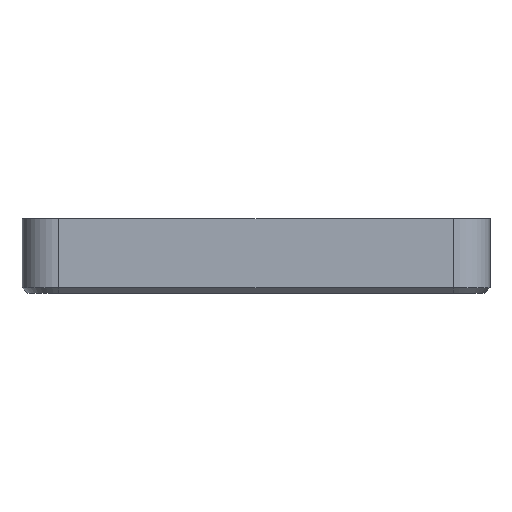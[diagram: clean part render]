
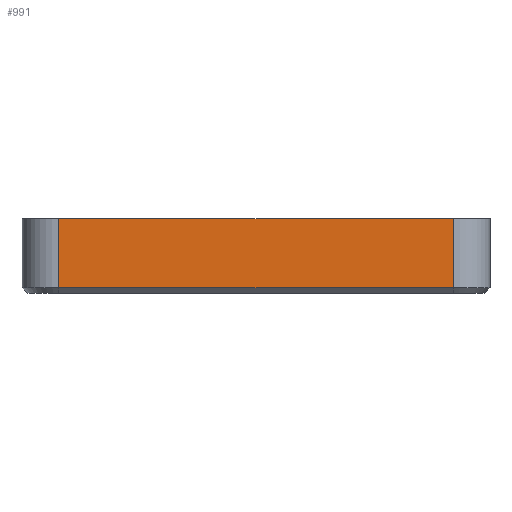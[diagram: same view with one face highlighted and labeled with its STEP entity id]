
A CAD part, front view. The second image highlights one B-rep face of the part: STEP entity #991.
In plain terms, the highlighted planar face has unit normal (0, -1, 0).
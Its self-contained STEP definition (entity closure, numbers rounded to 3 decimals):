
#193 = VERTEX_POINT('',#194);
#194 = CARTESIAN_POINT('',(-36.5,-55.8,13.));
#201 = EDGE_CURVE('',#193,#202,#204,.T.);
#202 = VERTEX_POINT('',#203);
#203 = CARTESIAN_POINT('',(-36.5,-55.8,0.2));
#204 = LINE('',#205,#206);
#205 = CARTESIAN_POINT('',(-36.5,-55.8,13.));
#206 = VECTOR('',#207,1.);
#207 = DIRECTION('',(0.,-0.,-1.));
#251 = EDGE_CURVE('',#193,#252,#254,.T.);
#252 = VERTEX_POINT('',#253);
#253 = CARTESIAN_POINT('',(36.5,-55.8,13.));
#254 = LINE('',#255,#256);
#255 = CARTESIAN_POINT('',(-36.5,-55.8,13.));
#256 = VECTOR('',#257,1.);
#257 = DIRECTION('',(1.,0.,0.));
#991 = ADVANCED_FACE('',(#992),#1010,.T.);
#992 = FACE_BOUND('',#993,.T.);
#993 = EDGE_LOOP('',(#994,#995,#1003,#1009));
#994 = ORIENTED_EDGE('',*,*,#201,.T.);
#995 = ORIENTED_EDGE('',*,*,#996,.T.);
#996 = EDGE_CURVE('',#202,#997,#999,.T.);
#997 = VERTEX_POINT('',#998);
#998 = CARTESIAN_POINT('',(36.5,-55.8,0.2));
#999 = LINE('',#1000,#1001);
#1000 = CARTESIAN_POINT('',(-36.5,-55.8,0.2));
#1001 = VECTOR('',#1002,1.);
#1002 = DIRECTION('',(1.,0.,0.));
#1003 = ORIENTED_EDGE('',*,*,#1004,.F.);
#1004 = EDGE_CURVE('',#252,#997,#1005,.T.);
#1005 = LINE('',#1006,#1007);
#1006 = CARTESIAN_POINT('',(36.5,-55.8,13.));
#1007 = VECTOR('',#1008,1.);
#1008 = DIRECTION('',(0.,-0.,-1.));
#1009 = ORIENTED_EDGE('',*,*,#251,.F.);
#1010 = PLANE('',#1011);
#1011 = AXIS2_PLACEMENT_3D('',#1012,#1013,#1014);
#1012 = CARTESIAN_POINT('',(-36.5,-55.8,13.));
#1013 = DIRECTION('',(0.,-1.,0.));
#1014 = DIRECTION('',(0.,-0.,-1.));
